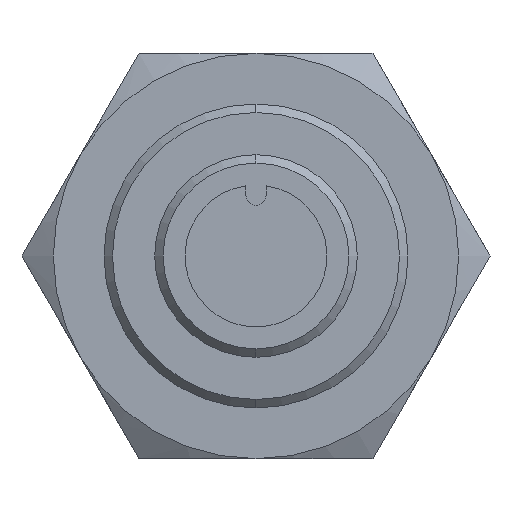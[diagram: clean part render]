
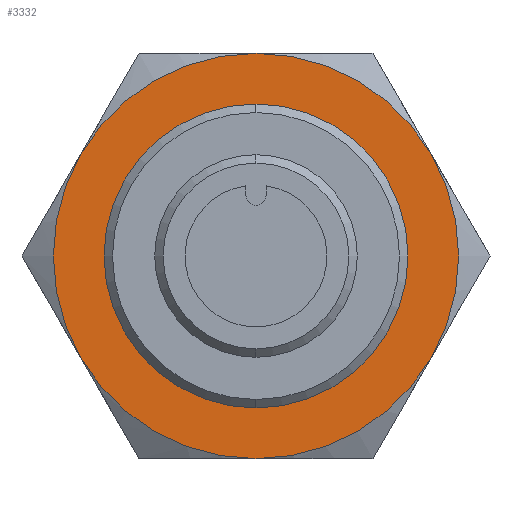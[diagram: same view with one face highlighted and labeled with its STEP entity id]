
A CAD part, left-side view. The second image highlights one B-rep face of the part: STEP entity #3332.
In plain terms, the highlighted planar face has unit normal (-1, 0, 0).
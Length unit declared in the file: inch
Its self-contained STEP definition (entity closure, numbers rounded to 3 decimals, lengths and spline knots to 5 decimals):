
#83 = DIRECTION ( 'NONE',  ( -1., 0., 0. ) ) ;
#148 = VERTEX_POINT ( 'NONE', #593 ) ;
#162 = EDGE_CURVE ( 'NONE', #2088, #1486, #2861, .T. ) ;
#242 = DIRECTION ( 'NONE',  ( 0., 0., -1. ) ) ;
#265 = DIRECTION ( 'NONE',  ( -1., 0., 0. ) ) ;
#283 = DIRECTION ( 'NONE',  ( -1., 0., 0. ) ) ;
#361 = CARTESIAN_POINT ( 'NONE',  ( 1.41732, 0., 0. ) ) ;
#379 = DIRECTION ( 'NONE',  ( 1., 0., 0. ) ) ;
#408 = AXIS2_PLACEMENT_3D ( 'NONE', #934, #265, #2697 ) ;
#496 = EDGE_CURVE ( 'NONE', #2270, #2884, #627, .T. ) ;
#593 = CARTESIAN_POINT ( 'NONE',  ( 1.41732, -0.40915, -0.23622 ) ) ;
#627 = CIRCLE ( 'NONE', #3886, 0.47244 ) ;
#671 = CARTESIAN_POINT ( 'NONE',  ( 1.41732, 0.23622, 0. ) ) ;
#726 = CARTESIAN_POINT ( 'NONE',  ( 1.41732, 0., 0. ) ) ;
#742 = CIRCLE ( 'NONE', #1806, 0.47244 ) ;
#934 = CARTESIAN_POINT ( 'NONE',  ( 1.41732, 0., 0. ) ) ;
#1009 = VERTEX_POINT ( 'NONE', #2348 ) ;
#1122 = ORIENTED_EDGE ( 'NONE', *, *, #162, .T. ) ;
#1169 = CARTESIAN_POINT ( 'NONE',  ( 1.41732, 0., 0.47244 ) ) ;
#1219 = CIRCLE ( 'NONE', #2925, 0.35433 ) ;
#1226 = CARTESIAN_POINT ( 'NONE',  ( 1.41732, 0.40915, 0.23622 ) ) ;
#1486 = VERTEX_POINT ( 'NONE', #4199 ) ;
#1523 = ORIENTED_EDGE ( 'NONE', *, *, #4005, .T. ) ;
#1560 = FACE_OUTER_BOUND ( 'NONE', #3926, .T. ) ;
#1636 = CARTESIAN_POINT ( 'NONE',  ( 1.41732, 0., 0. ) ) ;
#1675 = CARTESIAN_POINT ( 'NONE',  ( 1.41732, 0., 0. ) ) ;
#1686 = EDGE_CURVE ( 'NONE', #2273, #4016, #2170, .T. ) ;
#1738 = DIRECTION ( 'NONE',  ( 0., 0., 1. ) ) ;
#1758 = ORIENTED_EDGE ( 'NONE', *, *, #3363, .T. ) ;
#1794 = EDGE_CURVE ( 'NONE', #4016, #2273, #1219, .T. ) ;
#1806 = AXIS2_PLACEMENT_3D ( 'NONE', #1675, #283, #2027 ) ;
#1836 = ORIENTED_EDGE ( 'NONE', *, *, #3278, .T. ) ;
#1898 = CIRCLE ( 'NONE', #408, 0.47244 ) ;
#2027 = DIRECTION ( 'NONE',  ( 0., 0., -1. ) ) ;
#2059 = CARTESIAN_POINT ( 'NONE',  ( 1.41732, -0.40915, 0.23622 ) ) ;
#2062 = DIRECTION ( 'NONE',  ( 0., 0., -1. ) ) ;
#2088 = VERTEX_POINT ( 'NONE', #1226 ) ;
#2092 = PLANE ( 'NONE',  #2439 ) ;
#2170 = CIRCLE ( 'NONE', #2217, 0.35433 ) ;
#2217 = AXIS2_PLACEMENT_3D ( 'NONE', #1636, #4062, #3712 ) ;
#2248 = ORIENTED_EDGE ( 'NONE', *, *, #1686, .T. ) ;
#2270 = VERTEX_POINT ( 'NONE', #2059 ) ;
#2273 = VERTEX_POINT ( 'NONE', #2783 ) ;
#2282 = FACE_BOUND ( 'NONE', #2492, .T. ) ;
#2348 = CARTESIAN_POINT ( 'NONE',  ( 1.41732, 0., -0.47244 ) ) ;
#2439 = AXIS2_PLACEMENT_3D ( 'NONE', #671, #3463, #1738 ) ;
#2492 = EDGE_LOOP ( 'NONE', ( #2248, #3897 ) ) ;
#2493 = DIRECTION ( 'NONE',  ( 0., 0., -1. ) ) ;
#2518 = DIRECTION ( 'NONE',  ( -1., 0., 0. ) ) ;
#2697 = DIRECTION ( 'NONE',  ( 0., 0., -1. ) ) ;
#2698 = CARTESIAN_POINT ( 'NONE',  ( 1.41732, 0., -0.35433 ) ) ;
#2710 = AXIS2_PLACEMENT_3D ( 'NONE', #4242, #83, #2493 ) ;
#2731 = CARTESIAN_POINT ( 'NONE',  ( 1.41732, 0., 0. ) ) ;
#2765 = AXIS2_PLACEMENT_3D ( 'NONE', #2731, #3733, #242 ) ;
#2783 = CARTESIAN_POINT ( 'NONE',  ( 1.41732, 0., 0.35433 ) ) ;
#2861 = CIRCLE ( 'NONE', #2710, 0.47244 ) ;
#2884 = VERTEX_POINT ( 'NONE', #1169 ) ;
#2925 = AXIS2_PLACEMENT_3D ( 'NONE', #726, #379, #3155 ) ;
#3155 = DIRECTION ( 'NONE',  ( 0., 0., 1. ) ) ;
#3278 = EDGE_CURVE ( 'NONE', #148, #2270, #3615, .T. ) ;
#3314 = CIRCLE ( 'NONE', #3649, 0.47244 ) ;
#3332 = ADVANCED_FACE ( 'NONE', ( #1560, #2282 ), #2092, .T. ) ;
#3363 = EDGE_CURVE ( 'NONE', #1486, #1009, #3314, .T. ) ;
#3463 = DIRECTION ( 'NONE',  ( -1., 0., 0. ) ) ;
#3468 = ORIENTED_EDGE ( 'NONE', *, *, #496, .T. ) ;
#3520 = DIRECTION ( 'NONE',  ( -1., 0., 0. ) ) ;
#3615 = CIRCLE ( 'NONE', #2765, 0.47244 ) ;
#3649 = AXIS2_PLACEMENT_3D ( 'NONE', #3929, #2518, #4264 ) ;
#3701 = ORIENTED_EDGE ( 'NONE', *, *, #3759, .T. ) ;
#3712 = DIRECTION ( 'NONE',  ( 0., 0., 1. ) ) ;
#3733 = DIRECTION ( 'NONE',  ( -1., 0., 0. ) ) ;
#3759 = EDGE_CURVE ( 'NONE', #1009, #148, #1898, .T. ) ;
#3886 = AXIS2_PLACEMENT_3D ( 'NONE', #361, #3520, #2062 ) ;
#3897 = ORIENTED_EDGE ( 'NONE', *, *, #1794, .T. ) ;
#3926 = EDGE_LOOP ( 'NONE', ( #3468, #1523, #1122, #1758, #3701, #1836 ) ) ;
#3929 = CARTESIAN_POINT ( 'NONE',  ( 1.41732, 0., 0. ) ) ;
#4005 = EDGE_CURVE ( 'NONE', #2884, #2088, #742, .T. ) ;
#4016 = VERTEX_POINT ( 'NONE', #2698 ) ;
#4062 = DIRECTION ( 'NONE',  ( 1., 0., 0. ) ) ;
#4199 = CARTESIAN_POINT ( 'NONE',  ( 1.41732, 0.40915, -0.23622 ) ) ;
#4242 = CARTESIAN_POINT ( 'NONE',  ( 1.41732, 0., 0. ) ) ;
#4264 = DIRECTION ( 'NONE',  ( 0., 0., -1. ) ) ;
